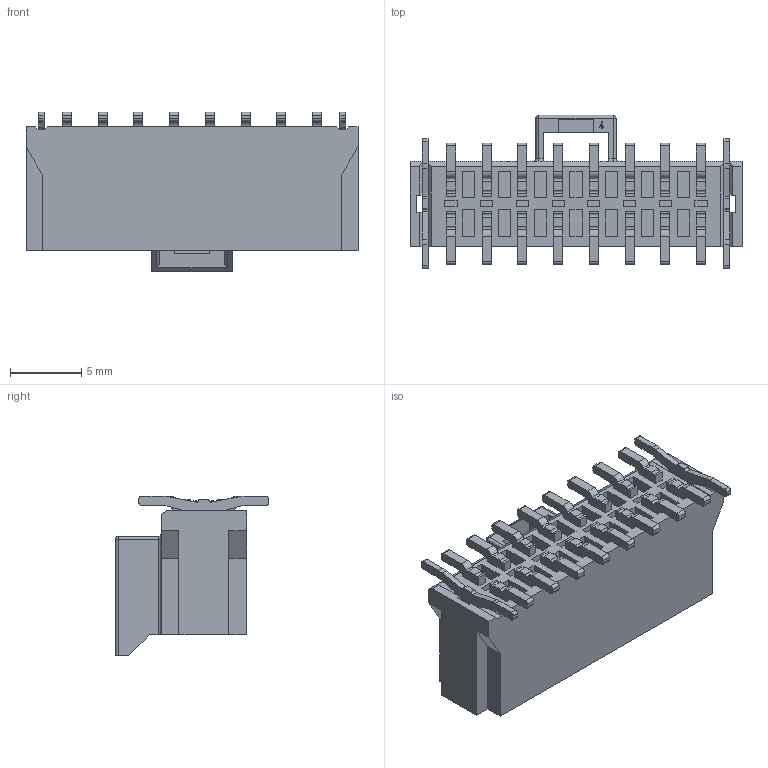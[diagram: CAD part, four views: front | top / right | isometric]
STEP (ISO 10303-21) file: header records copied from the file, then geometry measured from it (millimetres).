
FILE_DESCRIPTION( ('This file contains a STEP AP42 implementation' ,'as created by ZW3D STEP Interface translator.') ,'2;1' );
FILE_NAME( 'WF2508-2WMH08XXBA1.stp' ,'24 1 4.145758', (''), ('ZWCAD Software Co.'), 'Version 1.0', 'ZW3D to STEP translator', '' );
FILE_SCHEMA(('AUTOMOTIVE_DESIGN { 1 0 10303 214 1 1 1 1 }'));
Length unit declared in the file: millimetre
Products named in the file (2): 0; WF2508-2WMH08XXBA1
Bounding box: 23.23 x 10.75 x 11.16 mm (x, y, z)
Volume: 763.2 mm3; surface area: 2336.4 mm2
Topology: 1 solids, 1 shells, 782 faces, 2048 edges, 1338 vertices
Faces by surface type: plane 642, cylinder 130, bspline 6, torus 2, sphere 2
Entity records: 24775 total; most frequent: CARTESIAN_POINT 4475, ORIENTED_EDGE 4096, DIRECTION 3842, EDGE_CURVE 2048, VECTOR 1768, LINE 1768, VERTEX_POINT 1338, AXIS2_PLACEMENT_3D 1037
